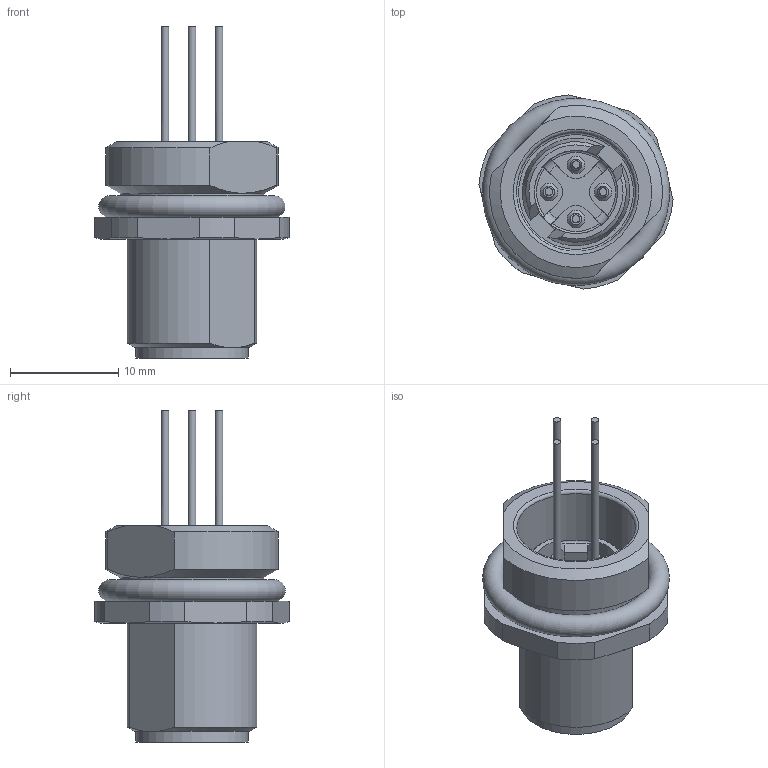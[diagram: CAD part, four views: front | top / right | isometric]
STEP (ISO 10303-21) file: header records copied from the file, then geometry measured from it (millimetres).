
FILE_DESCRIPTION(/* description */ (''),/* implementation_level */ '2;1');
FILE_NAME(/* name */ '09-4431-700-04_bg.stp',/* time_stamp */ '2010-06-21T09:51:19+02:00',/* author */ (''),/* organization */ (''),/* preprocessor_version */ 'ST-DEVELOPER v11',/* originating_system */ 'UGS - NX 5.0',/* authorisation */ '');
FILE_SCHEMA (('CONFIG_CONTROL_DESIGN'));
Length unit declared in the file: millimetre
Products named in the file (1): kborE725cqou
Bounding box: 17.95 x 17.95 x 30.7 mm (x, y, z)
Volume: 151 mm3; surface area: 2476.8 mm2
Topology: 1 solids, 2 shells, 138 faces, 370 edges, 240 vertices
Faces by surface type: plane 60, cylinder 38, cone 24, torus 12, sphere 4
Full cylindrical faces by diameter (mm): 0.7 x4, 1 x4, 1.05 x4, 7.7 x1, 10.4 x1, 11 x1, 13.3 x1
Entity records: 4256 total; most frequent: CARTESIAN_POINT 1084, DIRECTION 654, ORIENTED_EDGE 598, EDGE_CURVE 299, AXIS2_PLACEMENT_3D 270, VERTEX_POINT 208, EDGE_LOOP 180, ADVANCED_FACE 138
